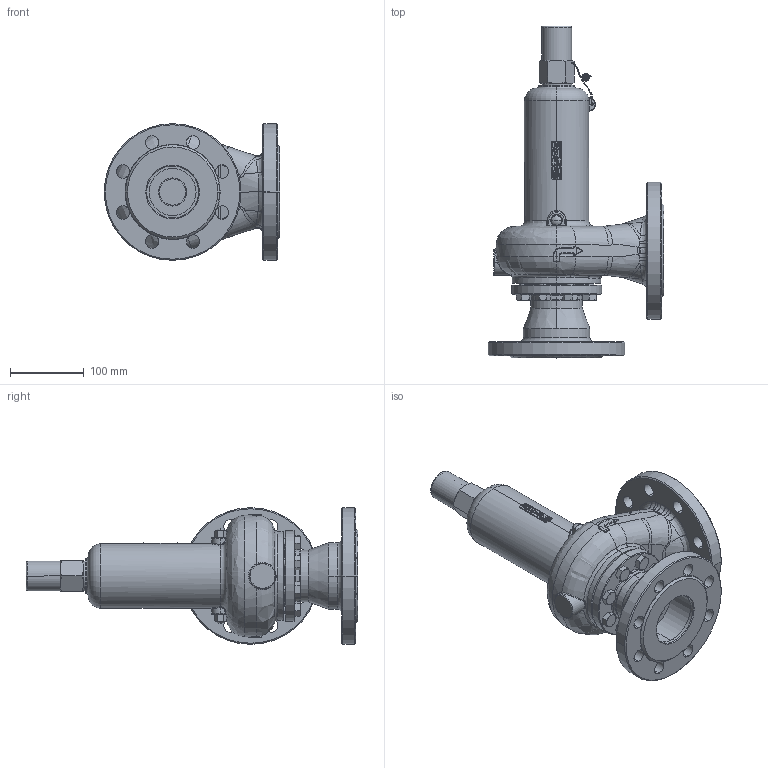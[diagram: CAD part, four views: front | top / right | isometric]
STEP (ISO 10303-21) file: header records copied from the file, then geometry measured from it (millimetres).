
FILE_DESCRIPTION (( 'STEP AP203' ), '1' );
FILE_NAME ('Typ 3 BG III.STEP', '2017-12-15T07:02:12', ( '' ), ( '' ), 'SwSTEP 2.0', 'SolidWorks 2016', '' );
FILE_SCHEMA (( 'CONFIG_CONTROL_DESIGN' ));
Products named in the file (1): Typ 3 BG III
Bounding box: 237.5 x 449 x 185 mm (x, y, z)
Volume: 2885853.1 mm3; surface area: 686097.5 mm2
Topology: 38 solids, 38 shells, 2251 faces, 5725 edges, 3607 vertices
Faces by surface type: plane 746, bspline 731, cylinder 408, cone 193, torus 165, sphere 8
Entity records: 115429 total; most frequent: CARTESIAN_POINT 66592, ORIENTED_EDGE 11394, DIRECTION 8081, EDGE_CURVE 5697, VERTEX_POINT 3607, AXIS2_PLACEMENT_3D 2870, EDGE_LOOP 2434, VECTOR 2341
